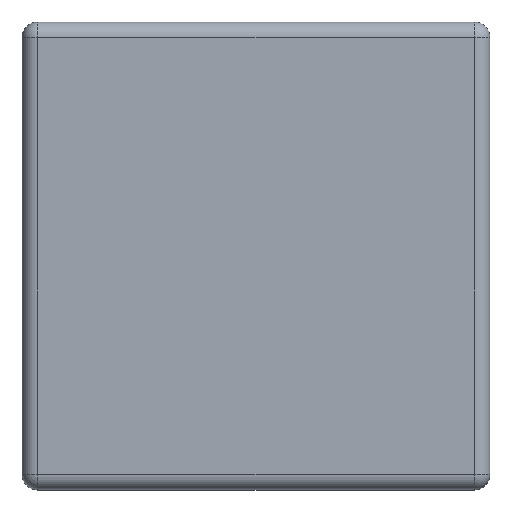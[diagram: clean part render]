
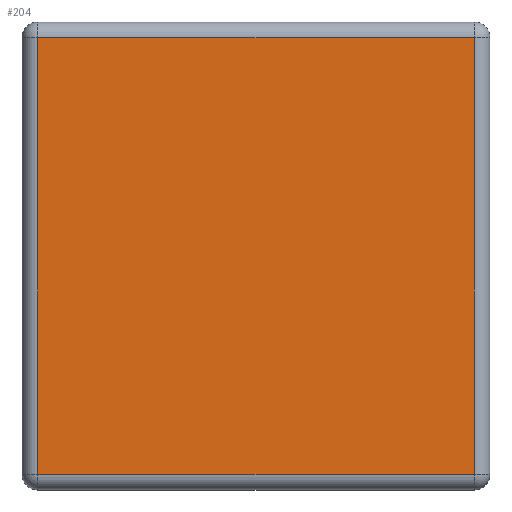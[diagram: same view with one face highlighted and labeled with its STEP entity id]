
A CAD part, top view. The second image highlights one B-rep face of the part: STEP entity #204.
In plain terms, the highlighted planar face has unit normal (0, 0, 1).
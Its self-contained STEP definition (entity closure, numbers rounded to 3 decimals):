
#204 = ADVANCED_FACE( '', ( #443 ), #444, .T. );
#443 = FACE_OUTER_BOUND( '', #716, .T. );
#444 = PLANE( '', #717 );
#716 = EDGE_LOOP( '', ( #1227, #1228, #1229, #1230 ) );
#717 = AXIS2_PLACEMENT_3D( '', #1231, #1232, #1233 );
#1227 = ORIENTED_EDGE( '', *, *, #1734, .T. );
#1228 = ORIENTED_EDGE( '', *, *, #1752, .T. );
#1229 = ORIENTED_EDGE( '', *, *, #1637, .T. );
#1230 = ORIENTED_EDGE( '', *, *, #1570, .T. );
#1231 = CARTESIAN_POINT( '', ( 0., 0., 19.5 ) );
#1232 = DIRECTION( '', ( 0., 0., 1. ) );
#1233 = DIRECTION( '', ( 1., 0., 0. ) );
#1570 = EDGE_CURVE( '', #1856, #1858, #1860, .T. );
#1637 = EDGE_CURVE( '', #1971, #1856, #1972, .T. );
#1734 = EDGE_CURVE( '', #1858, #1957, #2119, .T. );
#1752 = EDGE_CURVE( '', #1957, #1971, #2140, .T. );
#1856 = VERTEX_POINT( '', #2264 );
#1858 = VERTEX_POINT( '', #2266 );
#1860 = LINE( '', #2268, #2269 );
#1957 = VERTEX_POINT( '', #2406 );
#1971 = VERTEX_POINT( '', #2423 );
#1972 = LINE( '', #2424, #2425 );
#2119 = LINE( '', #2631, #2632 );
#2140 = LINE( '', #2662, #2663 );
#2264 = CARTESIAN_POINT( '', ( 21., -21., 19.5 ) );
#2266 = CARTESIAN_POINT( '', ( 21., 21., 19.5 ) );
#2268 = CARTESIAN_POINT( '', ( 21., 22.5, 19.5 ) );
#2269 = VECTOR( '', #2814, 1000. );
#2406 = CARTESIAN_POINT( '', ( -21., 21., 19.5 ) );
#2423 = CARTESIAN_POINT( '', ( -21., -21., 19.5 ) );
#2424 = CARTESIAN_POINT( '', ( 22.5, -21., 19.5 ) );
#2425 = VECTOR( '', #2876, 1000. );
#2631 = CARTESIAN_POINT( '', ( -22.5, 21., 19.5 ) );
#2632 = VECTOR( '', #2981, 1000. );
#2662 = CARTESIAN_POINT( '', ( -21., -22.5, 19.5 ) );
#2663 = VECTOR( '', #2997, 1000. );
#2814 = DIRECTION( '', ( 0., 1., 0. ) );
#2876 = DIRECTION( '', ( 1., 0., 0. ) );
#2981 = DIRECTION( '', ( -1., 0., 0. ) );
#2997 = DIRECTION( '', ( 0., -1., 0. ) );
